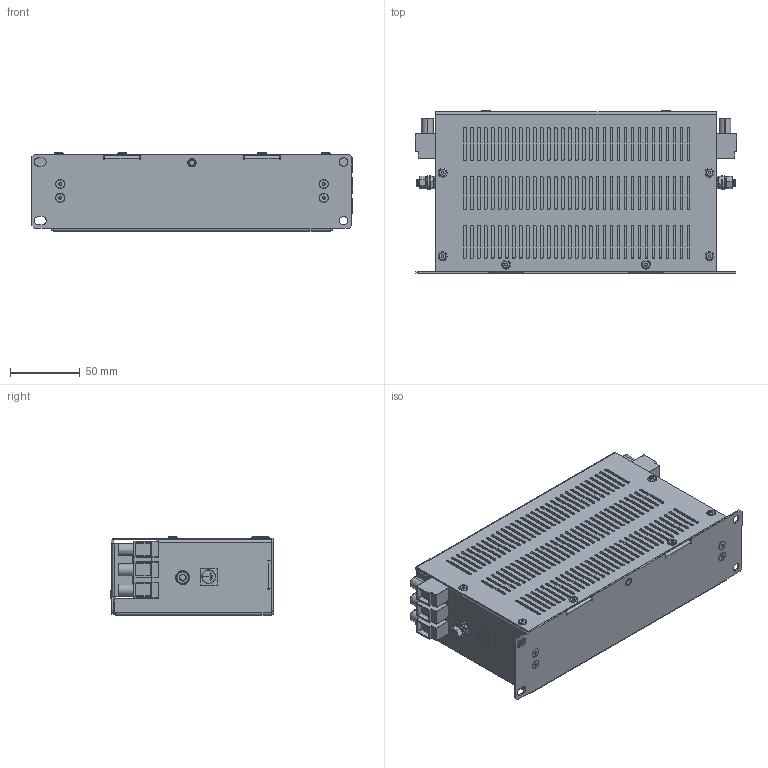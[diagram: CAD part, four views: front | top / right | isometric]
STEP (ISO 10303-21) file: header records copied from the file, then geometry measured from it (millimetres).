
FILE_DESCRIPTION (( 'STEP AP214' ), '1' );
FILE_NAME ('KMF318A.STEP', '2020-02-24T17:27:55', ( '' ), ( '' ), 'SwSTEP 2.0', 'SolidWorks 2017', '' );
FILE_SCHEMA (( 'AUTOMOTIVE_DESIGN' ));
Length unit declared in the file: inch
Products named in the file (1): KMF318A
Bounding box: 230.3 x 116.5 x 56.2 mm (x, y, z)
Volume: 171489 mm3; surface area: 209608 mm2
Topology: 38 solids, 38 shells, 2428 faces, 6420 edges, 4114 vertices
Faces by surface type: plane 1384, cylinder 704, cone 274, torus 66
Entity records: 107393 total; most frequent: CARTESIAN_POINT 13455, DIRECTION 12904, ORIENTED_EDGE 12840, EDGE_CURVE 6420, VECTOR 4466, LINE 4466, AXIS2_PLACEMENT_3D 4219, VERTEX_POINT 4114
